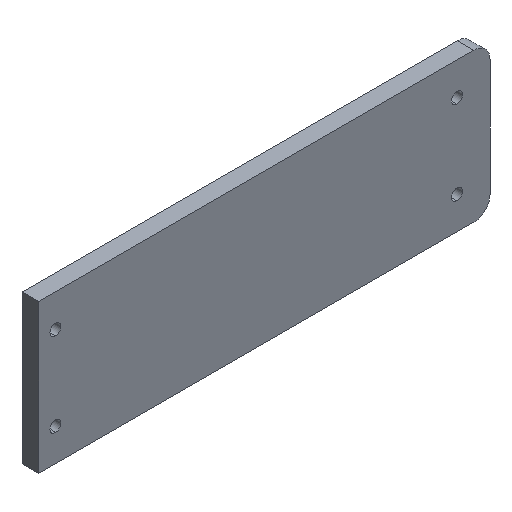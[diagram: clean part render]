
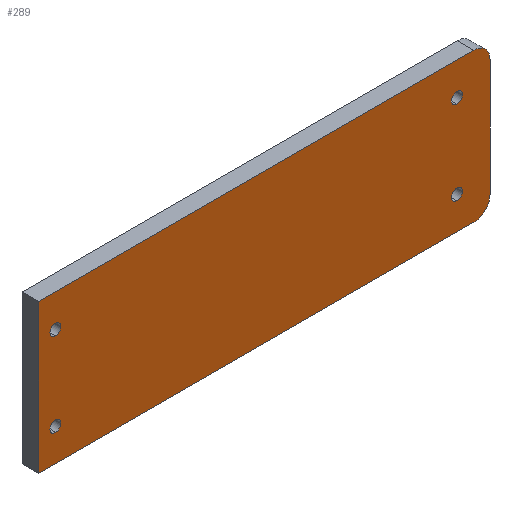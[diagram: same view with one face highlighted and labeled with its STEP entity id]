
A CAD part, isometric view. The second image highlights one B-rep face of the part: STEP entity #289.
In plain terms, the highlighted planar face has unit normal (0, -1, 0).
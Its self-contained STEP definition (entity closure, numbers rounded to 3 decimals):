
#3 = DIRECTION ( 'NONE',  ( 0., 0., 1. ) ) ;
#19 = DIRECTION ( 'NONE',  ( 0., 1., 0. ) ) ;
#26 = EDGE_CURVE ( 'NONE', #717, #163, #707, .T. ) ;
#37 = LINE ( 'NONE', #287, #206 ) ;
#41 = CIRCLE ( 'NONE', #151, 1.632 ) ;
#42 = CARTESIAN_POINT ( 'NONE',  ( -66.27, 0., 15.731 ) ) ;
#71 = DIRECTION ( 'NONE',  ( 0., 0., 1. ) ) ;
#74 = FACE_BOUND ( 'NONE', #697, .T. ) ;
#89 = ORIENTED_EDGE ( 'NONE', *, *, #242, .T. ) ;
#94 = CARTESIAN_POINT ( 'NONE',  ( 58.73, 0., -20.651 ) ) ;
#105 = CARTESIAN_POINT ( 'NONE',  ( -61.27, 0., -20.651 ) ) ;
#114 = ORIENTED_EDGE ( 'NONE', *, *, #116, .T. ) ;
#115 = CARTESIAN_POINT ( 'NONE',  ( 58.73, 0., -19.019 ) ) ;
#116 = EDGE_CURVE ( 'NONE', #643, #626, #161, .T. ) ;
#122 = CARTESIAN_POINT ( 'NONE',  ( -61.27, 0., 5.981 ) ) ;
#124 = EDGE_CURVE ( 'NONE', #359, #815, #41, .T. ) ;
#132 = CARTESIAN_POINT ( 'NONE',  ( 58.73, 0., 4.349 ) ) ;
#137 = AXIS2_PLACEMENT_3D ( 'NONE', #122, #240, #391 ) ;
#151 = AXIS2_PLACEMENT_3D ( 'NONE', #458, #858, #178 ) ;
#155 = VERTEX_POINT ( 'NONE', #378 ) ;
#156 = ORIENTED_EDGE ( 'NONE', *, *, #124, .T. ) ;
#161 = CIRCLE ( 'NONE', #615, 1.632 ) ;
#163 = VERTEX_POINT ( 'NONE', #105 ) ;
#174 = DIRECTION ( 'NONE',  ( 1., 0., 0. ) ) ;
#178 = DIRECTION ( 'NONE',  ( 0., 0., 1. ) ) ;
#180 = ORIENTED_EDGE ( 'NONE', *, *, #856, .F. ) ;
#182 = AXIS2_PLACEMENT_3D ( 'NONE', #195, #19, #395 ) ;
#190 = ORIENTED_EDGE ( 'NONE', *, *, #601, .F. ) ;
#195 = CARTESIAN_POINT ( 'NONE',  ( 58.73, 0., -19.019 ) ) ;
#203 = VECTOR ( 'NONE', #478, 1000. ) ;
#206 = VECTOR ( 'NONE', #505, 1000. ) ;
#227 = ORIENTED_EDGE ( 'NONE', *, *, #307, .T. ) ;
#231 = CARTESIAN_POINT ( 'NONE',  ( -66.27, 0., 15.731 ) ) ;
#240 = DIRECTION ( 'NONE',  ( 0., 1., 0. ) ) ;
#241 = VECTOR ( 'NONE', #498, 1000. ) ;
#242 = EDGE_CURVE ( 'NONE', #815, #359, #389, .T. ) ;
#244 = PLANE ( 'NONE',  #834 ) ;
#251 = DIRECTION ( 'NONE',  ( 0., 0., 1. ) ) ;
#261 = FACE_BOUND ( 'NONE', #822, .T. ) ;
#287 = CARTESIAN_POINT ( 'NONE',  ( -66.27, 0., -28.769 ) ) ;
#289 = ADVANCED_FACE ( 'NONE', ( #261, #554, #695, #74, #340 ), #244, .F. ) ;
#290 = CARTESIAN_POINT ( 'NONE',  ( -61.27, 0., -19.019 ) ) ;
#307 = EDGE_CURVE ( 'NONE', #163, #717, #441, .T. ) ;
#319 = VERTEX_POINT ( 'NONE', #354 ) ;
#326 = EDGE_CURVE ( 'NONE', #540, #507, #696, .T. ) ;
#340 = FACE_OUTER_BOUND ( 'NONE', #745, .T. ) ;
#342 = ORIENTED_EDGE ( 'NONE', *, *, #727, .F. ) ;
#351 = CIRCLE ( 'NONE', #592, 4.8 ) ;
#354 = CARTESIAN_POINT ( 'NONE',  ( 63.83, 0., 15.731 ) ) ;
#359 = VERTEX_POINT ( 'NONE', #132 ) ;
#378 = CARTESIAN_POINT ( 'NONE',  ( 68.63, 0., 10.931 ) ) ;
#389 = CIRCLE ( 'NONE', #849, 1.632 ) ;
#391 = DIRECTION ( 'NONE',  ( 0., 0., 1. ) ) ;
#395 = DIRECTION ( 'NONE',  ( 0., 0., 1. ) ) ;
#399 = CIRCLE ( 'NONE', #713, 4.8 ) ;
#413 = DIRECTION ( 'NONE',  ( 0., 1., 0. ) ) ;
#415 = DIRECTION ( 'NONE',  ( 0., 1., 0. ) ) ;
#421 = EDGE_CURVE ( 'NONE', #440, #540, #37, .T. ) ;
#424 = CARTESIAN_POINT ( 'NONE',  ( 58.73, 0., 5.981 ) ) ;
#439 = VERTEX_POINT ( 'NONE', #94 ) ;
#440 = VERTEX_POINT ( 'NONE', #585 ) ;
#441 = CIRCLE ( 'NONE', #561, 1.632 ) ;
#458 = CARTESIAN_POINT ( 'NONE',  ( 58.73, 0., 5.981 ) ) ;
#463 = VERTEX_POINT ( 'NONE', #854 ) ;
#469 = CIRCLE ( 'NONE', #137, 1.632 ) ;
#472 = EDGE_CURVE ( 'NONE', #155, #463, #866, .T. ) ;
#478 = DIRECTION ( 'NONE',  ( 0., 0., 1. ) ) ;
#482 = CARTESIAN_POINT ( 'NONE',  ( 63.83, 0., -23.969 ) ) ;
#485 = CIRCLE ( 'NONE', #664, 1.632 ) ;
#492 = EDGE_LOOP ( 'NONE', ( #89, #156 ) ) ;
#493 = CARTESIAN_POINT ( 'NONE',  ( -61.27, 0., -17.387 ) ) ;
#498 = DIRECTION ( 'NONE',  ( 0., 0., -1. ) ) ;
#505 = DIRECTION ( 'NONE',  ( -1., 0., 0. ) ) ;
#507 = VERTEX_POINT ( 'NONE', #231 ) ;
#517 = VECTOR ( 'NONE', #174, 1000. ) ;
#529 = DIRECTION ( 'NONE',  ( 0., 0., 1. ) ) ;
#534 = EDGE_CURVE ( 'NONE', #439, #581, #485, .T. ) ;
#535 = DIRECTION ( 'NONE',  ( 0., 1., 0. ) ) ;
#536 = CARTESIAN_POINT ( 'NONE',  ( 0., 0., 0. ) ) ;
#538 = DIRECTION ( 'NONE',  ( 0., 0., 1. ) ) ;
#540 = VERTEX_POINT ( 'NONE', #679 ) ;
#546 = CARTESIAN_POINT ( 'NONE',  ( -66.27, 0., -28.769 ) ) ;
#554 = FACE_BOUND ( 'NONE', #620, .T. ) ;
#559 = CIRCLE ( 'NONE', #182, 1.632 ) ;
#561 = AXIS2_PLACEMENT_3D ( 'NONE', #567, #415, #251 ) ;
#566 = CARTESIAN_POINT ( 'NONE',  ( 63.83, 0., 10.931 ) ) ;
#567 = CARTESIAN_POINT ( 'NONE',  ( -61.27, 0., -19.019 ) ) ;
#568 = DIRECTION ( 'NONE',  ( 0., 1., 0. ) ) ;
#581 = VERTEX_POINT ( 'NONE', #805 ) ;
#585 = CARTESIAN_POINT ( 'NONE',  ( 63.83, 0., -28.769 ) ) ;
#592 = AXIS2_PLACEMENT_3D ( 'NONE', #566, #770, #3 ) ;
#600 = ORIENTED_EDGE ( 'NONE', *, *, #326, .F. ) ;
#601 = EDGE_CURVE ( 'NONE', #507, #319, #660, .T. ) ;
#604 = ORIENTED_EDGE ( 'NONE', *, *, #26, .T. ) ;
#615 = AXIS2_PLACEMENT_3D ( 'NONE', #874, #734, #529 ) ;
#620 = EDGE_LOOP ( 'NONE', ( #621, #114 ) ) ;
#621 = ORIENTED_EDGE ( 'NONE', *, *, #631, .T. ) ;
#626 = VERTEX_POINT ( 'NONE', #875 ) ;
#631 = EDGE_CURVE ( 'NONE', #626, #643, #469, .T. ) ;
#636 = DIRECTION ( 'NONE',  ( 0., 0., 1. ) ) ;
#643 = VERTEX_POINT ( 'NONE', #735 ) ;
#657 = ORIENTED_EDGE ( 'NONE', *, *, #421, .F. ) ;
#660 = LINE ( 'NONE', #42, #517 ) ;
#664 = AXIS2_PLACEMENT_3D ( 'NONE', #115, #535, #538 ) ;
#679 = CARTESIAN_POINT ( 'NONE',  ( -66.27, 0., -28.769 ) ) ;
#693 = DIRECTION ( 'NONE',  ( 0., 0., -1. ) ) ;
#695 = FACE_BOUND ( 'NONE', #492, .T. ) ;
#696 = LINE ( 'NONE', #546, #203 ) ;
#697 = EDGE_LOOP ( 'NONE', ( #746, #811 ) ) ;
#706 = DIRECTION ( 'NONE',  ( 0., 1., 0. ) ) ;
#707 = CIRCLE ( 'NONE', #876, 1.632 ) ;
#713 = AXIS2_PLACEMENT_3D ( 'NONE', #482, #413, #693 ) ;
#717 = VERTEX_POINT ( 'NONE', #493 ) ;
#727 = EDGE_CURVE ( 'NONE', #319, #155, #351, .T. ) ;
#734 = DIRECTION ( 'NONE',  ( 0., 1., 0. ) ) ;
#735 = CARTESIAN_POINT ( 'NONE',  ( -61.27, 0., 4.349 ) ) ;
#745 = EDGE_LOOP ( 'NONE', ( #600, #657, #180, #782, #342, #190 ) ) ;
#746 = ORIENTED_EDGE ( 'NONE', *, *, #788, .T. ) ;
#759 = CARTESIAN_POINT ( 'NONE',  ( 58.73, 0., 7.613 ) ) ;
#770 = DIRECTION ( 'NONE',  ( 0., 1., 0. ) ) ;
#782 = ORIENTED_EDGE ( 'NONE', *, *, #472, .F. ) ;
#786 = CARTESIAN_POINT ( 'NONE',  ( 68.63, 0., -23.969 ) ) ;
#788 = EDGE_CURVE ( 'NONE', #581, #439, #559, .T. ) ;
#795 = DIRECTION ( 'NONE',  ( 0., 0., 1. ) ) ;
#805 = CARTESIAN_POINT ( 'NONE',  ( 58.73, 0., -17.387 ) ) ;
#811 = ORIENTED_EDGE ( 'NONE', *, *, #534, .T. ) ;
#815 = VERTEX_POINT ( 'NONE', #759 ) ;
#822 = EDGE_LOOP ( 'NONE', ( #604, #227 ) ) ;
#834 = AXIS2_PLACEMENT_3D ( 'NONE', #536, #873, #795 ) ;
#849 = AXIS2_PLACEMENT_3D ( 'NONE', #424, #706, #636 ) ;
#854 = CARTESIAN_POINT ( 'NONE',  ( 68.63, 0., -23.969 ) ) ;
#856 = EDGE_CURVE ( 'NONE', #463, #440, #399, .T. ) ;
#858 = DIRECTION ( 'NONE',  ( 0., 1., 0. ) ) ;
#866 = LINE ( 'NONE', #786, #241 ) ;
#873 = DIRECTION ( 'NONE',  ( 0., 1., 0. ) ) ;
#874 = CARTESIAN_POINT ( 'NONE',  ( -61.27, 0., 5.981 ) ) ;
#875 = CARTESIAN_POINT ( 'NONE',  ( -61.27, 0., 7.613 ) ) ;
#876 = AXIS2_PLACEMENT_3D ( 'NONE', #290, #568, #71 ) ;
